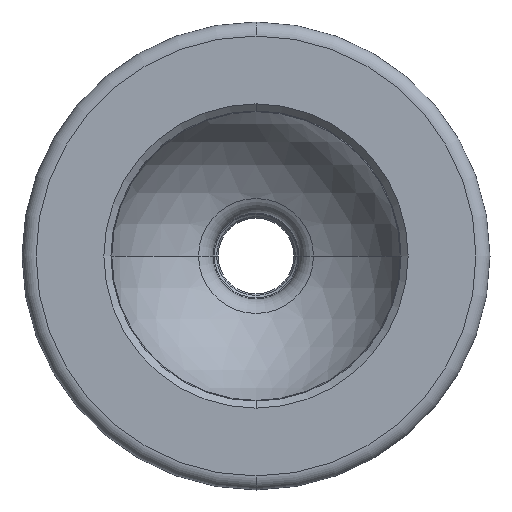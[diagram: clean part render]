
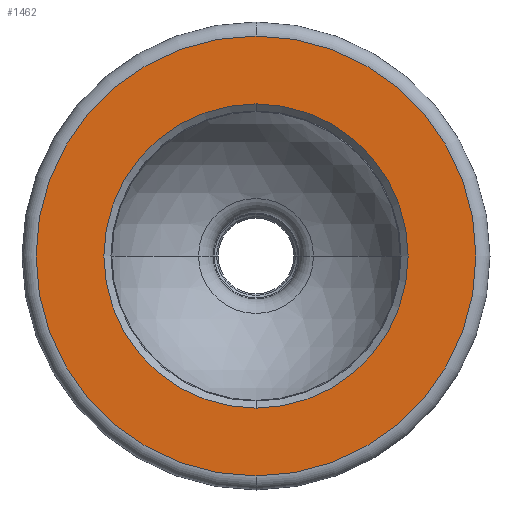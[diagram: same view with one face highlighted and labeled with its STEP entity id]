
A CAD part, front view. The second image highlights one B-rep face of the part: STEP entity #1462.
In plain terms, the highlighted planar face has unit normal (0, -1, 0).
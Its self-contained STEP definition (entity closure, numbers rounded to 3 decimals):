
#87 = ORIENTED_EDGE ( 'NONE', *, *, #1234, .F. ) ;
#159 = VERTEX_POINT ( 'NONE', #440 ) ;
#165 = CIRCLE ( 'NONE', #483, 47. ) ;
#182 = DIRECTION ( 'NONE',  ( 0., -1., 0. ) ) ;
#205 = CIRCLE ( 'NONE', #373, 47. ) ;
#207 = DIRECTION ( 'NONE',  ( 0., 0., 1. ) ) ;
#222 = AXIS2_PLACEMENT_3D ( 'NONE', #693, #330, #207 ) ;
#245 = DIRECTION ( 'NONE',  ( 0., 0., -1. ) ) ;
#249 = DIRECTION ( 'NONE',  ( 0., -1., 0. ) ) ;
#272 = VERTEX_POINT ( 'NONE', #1302 ) ;
#330 = DIRECTION ( 'NONE',  ( 0., 1., 0. ) ) ;
#373 = AXIS2_PLACEMENT_3D ( 'NONE', #616, #608, #734 ) ;
#417 = CARTESIAN_POINT ( 'NONE',  ( 0., 0., 0. ) ) ;
#440 = CARTESIAN_POINT ( 'NONE',  ( 0., 0., 32.5 ) ) ;
#483 = AXIS2_PLACEMENT_3D ( 'NONE', #808, #943, #748 ) ;
#575 = AXIS2_PLACEMENT_3D ( 'NONE', #1432, #249, #245 ) ;
#602 = EDGE_LOOP ( 'NONE', ( #1013, #1301 ) ) ;
#608 = DIRECTION ( 'NONE',  ( 0., -1., 0. ) ) ;
#616 = CARTESIAN_POINT ( 'NONE',  ( 0., 0., 0. ) ) ;
#684 = DIRECTION ( 'NONE',  ( 0., 0., -1. ) ) ;
#693 = CARTESIAN_POINT ( 'NONE',  ( -47., 0., 0. ) ) ;
#722 = VERTEX_POINT ( 'NONE', #1178 ) ;
#734 = DIRECTION ( 'NONE',  ( 0., 0., -1. ) ) ;
#748 = DIRECTION ( 'NONE',  ( 0., 0., -1. ) ) ;
#767 = AXIS2_PLACEMENT_3D ( 'NONE', #417, #182, #684 ) ;
#800 = PLANE ( 'NONE',  #222 ) ;
#808 = CARTESIAN_POINT ( 'NONE',  ( 0., 0., 0. ) ) ;
#826 = EDGE_CURVE ( 'NONE', #159, #975, #1444, .T. ) ;
#943 = DIRECTION ( 'NONE',  ( 0., -1., 0. ) ) ;
#975 = VERTEX_POINT ( 'NONE', #1117 ) ;
#1013 = ORIENTED_EDGE ( 'NONE', *, *, #1207, .T. ) ;
#1117 = CARTESIAN_POINT ( 'NONE',  ( 0., 0., -32.5 ) ) ;
#1157 = FACE_OUTER_BOUND ( 'NONE', #602, .T. ) ;
#1170 = EDGE_CURVE ( 'NONE', #272, #722, #205, .T. ) ;
#1178 = CARTESIAN_POINT ( 'NONE',  ( 0., 0., -47. ) ) ;
#1207 = EDGE_CURVE ( 'NONE', #722, #272, #165, .T. ) ;
#1229 = FACE_BOUND ( 'NONE', #1339, .T. ) ;
#1234 = EDGE_CURVE ( 'NONE', #975, #159, #1442, .T. ) ;
#1301 = ORIENTED_EDGE ( 'NONE', *, *, #1170, .T. ) ;
#1302 = CARTESIAN_POINT ( 'NONE',  ( 0., 0., 47. ) ) ;
#1339 = EDGE_LOOP ( 'NONE', ( #87, #1364 ) ) ;
#1364 = ORIENTED_EDGE ( 'NONE', *, *, #826, .F. ) ;
#1432 = CARTESIAN_POINT ( 'NONE',  ( 0., 0., 0. ) ) ;
#1442 = CIRCLE ( 'NONE', #767, 32.5 ) ;
#1444 = CIRCLE ( 'NONE', #575, 32.5 ) ;
#1462 = ADVANCED_FACE ( 'NONE', ( #1229, #1157 ), #800, .F. ) ;
